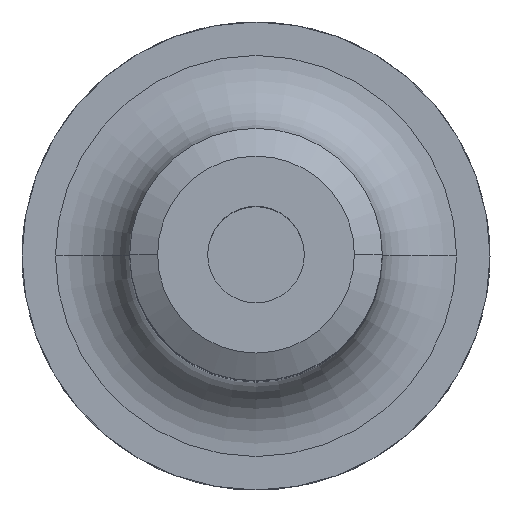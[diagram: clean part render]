
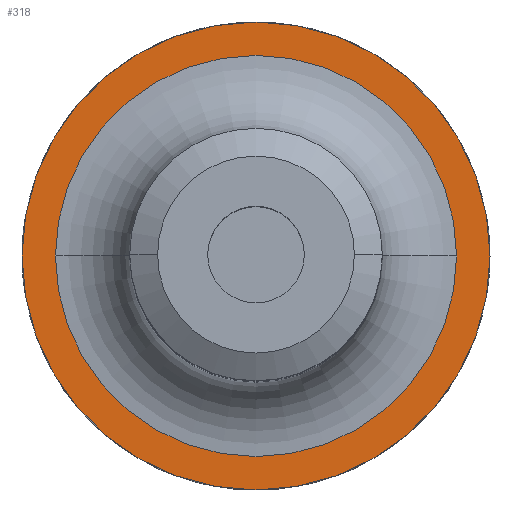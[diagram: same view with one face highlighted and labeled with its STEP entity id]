
A CAD part, top view. The second image highlights one B-rep face of the part: STEP entity #318.
In plain terms, the highlighted planar face has unit normal (0, 0, 1).
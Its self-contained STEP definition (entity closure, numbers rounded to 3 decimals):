
#31 = DIRECTION ( 'NONE',  ( 0., 0., -1. ) ) ;
#74 = EDGE_LOOP ( 'NONE', ( #430, #76 ) ) ;
#76 = ORIENTED_EDGE ( 'NONE', *, *, #1229, .T. ) ;
#104 = DIRECTION ( 'NONE',  ( -1., 0., 0. ) ) ;
#147 = EDGE_CURVE ( 'NONE', #1808, #1711, #1167, .T. ) ;
#174 = VERTEX_POINT ( 'NONE', #1066 ) ;
#184 = DIRECTION ( 'NONE',  ( -1., 0., 0. ) ) ;
#217 = EDGE_CURVE ( 'NONE', #957, #174, #390, .T. ) ;
#318 = ADVANCED_FACE ( 'NONE', ( #1044, #1630 ), #1095, .F. ) ;
#334 = CARTESIAN_POINT ( 'NONE',  ( -27., 0., 27. ) ) ;
#357 = AXIS2_PLACEMENT_3D ( 'NONE', #1741, #31, #614 ) ;
#390 = CIRCLE ( 'NONE', #913, 27. ) ;
#430 = ORIENTED_EDGE ( 'NONE', *, *, #217, .T. ) ;
#516 = EDGE_LOOP ( 'NONE', ( #717, #851 ) ) ;
#553 = DIRECTION ( 'NONE',  ( 0., 0., -1. ) ) ;
#614 = DIRECTION ( 'NONE',  ( -1., 0., 0. ) ) ;
#637 = DIRECTION ( 'NONE',  ( 0., 0., -1. ) ) ;
#647 = CARTESIAN_POINT ( 'NONE',  ( 0., 0., 27. ) ) ;
#664 = DIRECTION ( 'NONE',  ( -1., 0., 0. ) ) ;
#717 = ORIENTED_EDGE ( 'NONE', *, *, #828, .F. ) ;
#828 = EDGE_CURVE ( 'NONE', #1711, #1808, #1301, .T. ) ;
#851 = ORIENTED_EDGE ( 'NONE', *, *, #147, .F. ) ;
#860 = CARTESIAN_POINT ( 'NONE',  ( -31.5, 0., 27. ) ) ;
#913 = AXIS2_PLACEMENT_3D ( 'NONE', #1488, #553, #1538 ) ;
#957 = VERTEX_POINT ( 'NONE', #334 ) ;
#1044 = FACE_BOUND ( 'NONE', #74, .T. ) ;
#1066 = CARTESIAN_POINT ( 'NONE',  ( 27., 0., 27. ) ) ;
#1095 = PLANE ( 'NONE',  #1570 ) ;
#1163 = AXIS2_PLACEMENT_3D ( 'NONE', #1482, #637, #184 ) ;
#1167 = CIRCLE ( 'NONE', #1163, 31.5 ) ;
#1179 = AXIS2_PLACEMENT_3D ( 'NONE', #1676, #1689, #104 ) ;
#1221 = DIRECTION ( 'NONE',  ( 0., 0., -1. ) ) ;
#1229 = EDGE_CURVE ( 'NONE', #174, #957, #1633, .T. ) ;
#1301 = CIRCLE ( 'NONE', #1179, 31.5 ) ;
#1482 = CARTESIAN_POINT ( 'NONE',  ( 0., 0., 27. ) ) ;
#1488 = CARTESIAN_POINT ( 'NONE',  ( 0., 0., 27. ) ) ;
#1538 = DIRECTION ( 'NONE',  ( -1., 0., 0. ) ) ;
#1570 = AXIS2_PLACEMENT_3D ( 'NONE', #647, #1221, #664 ) ;
#1630 = FACE_OUTER_BOUND ( 'NONE', #516, .T. ) ;
#1633 = CIRCLE ( 'NONE', #357, 27. ) ;
#1676 = CARTESIAN_POINT ( 'NONE',  ( 0., 0., 27. ) ) ;
#1689 = DIRECTION ( 'NONE',  ( 0., 0., -1. ) ) ;
#1711 = VERTEX_POINT ( 'NONE', #860 ) ;
#1716 = CARTESIAN_POINT ( 'NONE',  ( 31.5, 0., 27. ) ) ;
#1741 = CARTESIAN_POINT ( 'NONE',  ( 0., 0., 27. ) ) ;
#1808 = VERTEX_POINT ( 'NONE', #1716 ) ;
